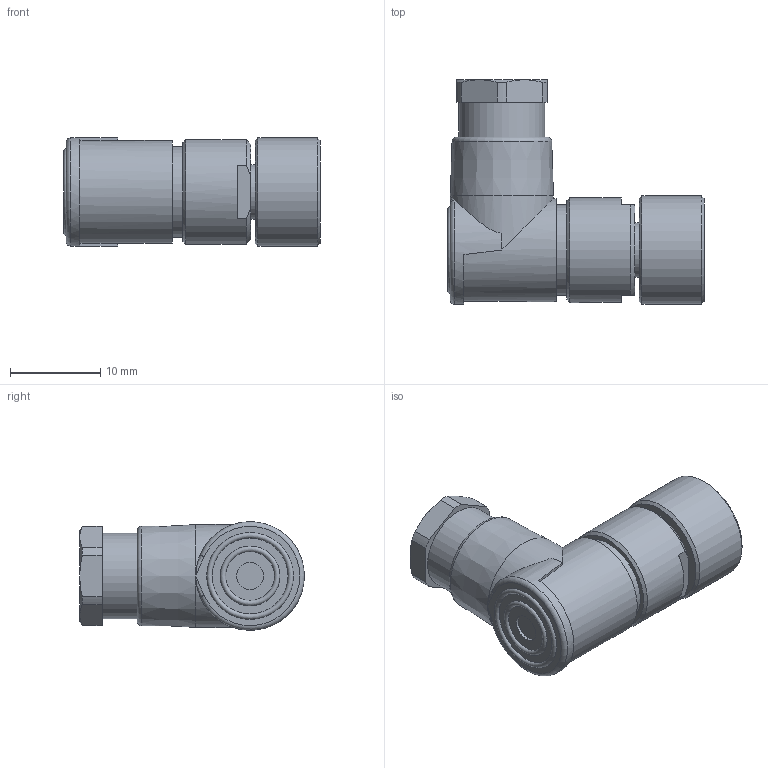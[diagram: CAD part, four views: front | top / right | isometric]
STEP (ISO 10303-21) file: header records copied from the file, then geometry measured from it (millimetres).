
FILE_DESCRIPTION(/* description */ (''),/* implementation_level */ '2;1');
FILE_NAME(/* name */ 'SWKPC3L.stp',/* time_stamp */ '2016-12-09T09:42:15+01:00',/* author */ (''),/* organization */ (''),/* preprocessor_version */ 'ST-DEVELOPER v16',/* originating_system */ 'SIEMENS PLM Software NX 10.0',/* authorisation */ '');
FILE_SCHEMA (('AUTOMOTIVE_DESIGN { 1 0 10303 214 3 1 1 1 }'));
Length unit declared in the file: millimetre
Products named in the file (1): kborEF44uzi8
Bounding box: 28.4 x 24.85 x 12 mm (x, y, z)
Volume: 4066.8 mm3; surface area: 2120.5 mm2
Topology: 1 solids, 1 shells, 78 faces, 183 edges, 120 vertices
Faces by surface type: plane 33, cylinder 21, cone 18, torus 4, bspline 2
Full cylindrical faces by diameter (mm): 1.1 x3, 3 x1, 5.65 x1, 6 x1, 6.917 x1, 8.1 x1, 9.5 x1, 10 x1, 11.4 x2, 11.6 x1, 12 x1
Entity records: 2090 total; most frequent: CARTESIAN_POINT 488, DIRECTION 334, ORIENTED_EDGE 280, AXIS2_PLACEMENT_3D 151, EDGE_CURVE 140, EDGE_LOOP 119, VERTEX_POINT 105, FACE_BOUND 80
